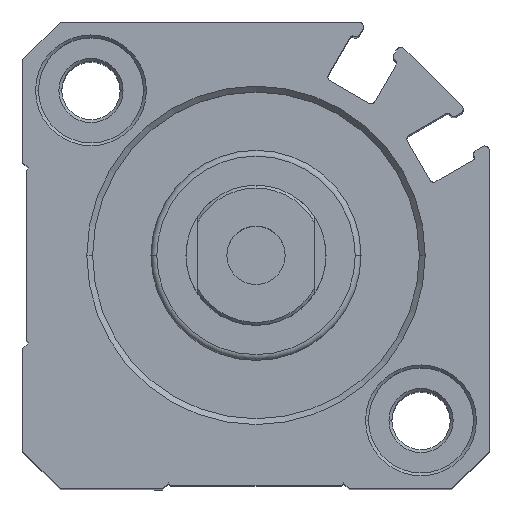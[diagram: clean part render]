
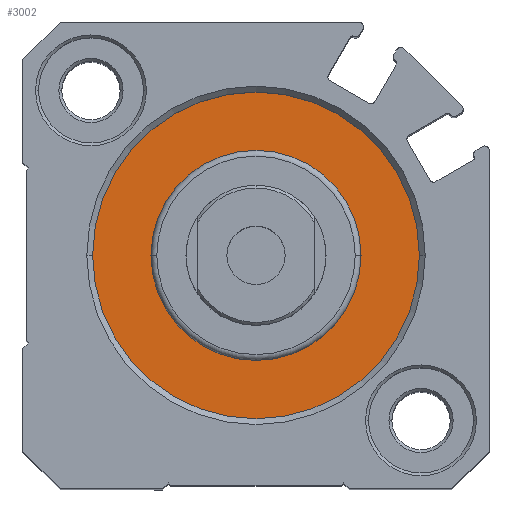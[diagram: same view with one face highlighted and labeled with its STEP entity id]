
A CAD part, top view. The second image highlights one B-rep face of the part: STEP entity #3002.
In plain terms, the highlighted planar face has unit normal (0, 0, 1).
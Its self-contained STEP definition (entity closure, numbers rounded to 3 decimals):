
#50 = EDGE_CURVE ( 'NONE', #4354, #3504, #2139, .T. ) ;
#129 = CIRCLE ( 'NONE', #2967, 14. ) ;
#357 = PLANE ( 'NONE',  #3765 ) ;
#361 = ORIENTED_EDGE ( 'NONE', *, *, #50, .T. ) ;
#433 = CARTESIAN_POINT ( 'NONE',  ( 0., 0., 28.55 ) ) ;
#559 = EDGE_LOOP ( 'NONE', ( #1911, #361 ) ) ;
#600 = DIRECTION ( 'NONE',  ( 1., 0., 0. ) ) ;
#701 = DIRECTION ( 'NONE',  ( 0., 0., 1. ) ) ;
#774 = DIRECTION ( 'NONE',  ( 1., 0., 0. ) ) ;
#867 = DIRECTION ( 'NONE',  ( 0., 0., 1. ) ) ;
#890 = FACE_OUTER_BOUND ( 'NONE', #559, .T. ) ;
#1053 = ORIENTED_EDGE ( 'NONE', *, *, #1375, .F. ) ;
#1166 = DIRECTION ( 'NONE',  ( 0., 0., 1. ) ) ;
#1198 = AXIS2_PLACEMENT_3D ( 'NONE', #2868, #867, #3233 ) ;
#1330 = CARTESIAN_POINT ( 'NONE',  ( 9., 0., 28.55 ) ) ;
#1375 = EDGE_CURVE ( 'NONE', #4154, #3369, #2538, .T. ) ;
#1428 = CARTESIAN_POINT ( 'NONE',  ( -14., 0., 28.55 ) ) ;
#1477 = ORIENTED_EDGE ( 'NONE', *, *, #3023, .F. ) ;
#1646 = DIRECTION ( 'NONE',  ( 0., 0., 1. ) ) ;
#1777 = FACE_BOUND ( 'NONE', #4125, .T. ) ;
#1911 = ORIENTED_EDGE ( 'NONE', *, *, #3206, .T. ) ;
#2139 = CIRCLE ( 'NONE', #1198, 14. ) ;
#2538 = CIRCLE ( 'NONE', #3522, 9. ) ;
#2797 = DIRECTION ( 'NONE',  ( 0., 0., 1. ) ) ;
#2868 = CARTESIAN_POINT ( 'NONE',  ( 0., 0., 28.55 ) ) ;
#2967 = AXIS2_PLACEMENT_3D ( 'NONE', #433, #2797, #774 ) ;
#3002 = ADVANCED_FACE ( 'NONE', ( #1777, #890 ), #357, .T. ) ;
#3023 = EDGE_CURVE ( 'NONE', #3369, #4154, #3602, .T. ) ;
#3063 = DIRECTION ( 'NONE',  ( 1., 0., 0. ) ) ;
#3187 = CARTESIAN_POINT ( 'NONE',  ( 0., 0., 28.55 ) ) ;
#3206 = EDGE_CURVE ( 'NONE', #3504, #4354, #129, .T. ) ;
#3233 = DIRECTION ( 'NONE',  ( 1., 0., 0. ) ) ;
#3369 = VERTEX_POINT ( 'NONE', #3906 ) ;
#3504 = VERTEX_POINT ( 'NONE', #3647 ) ;
#3522 = AXIS2_PLACEMENT_3D ( 'NONE', #3187, #1166, #3539 ) ;
#3539 = DIRECTION ( 'NONE',  ( 1., 0., 0. ) ) ;
#3602 = CIRCLE ( 'NONE', #3984, 9. ) ;
#3647 = CARTESIAN_POINT ( 'NONE',  ( 14., 0., 28.55 ) ) ;
#3765 = AXIS2_PLACEMENT_3D ( 'NONE', #4092, #701, #3063 ) ;
#3787 = CARTESIAN_POINT ( 'NONE',  ( 0., 0., 28.55 ) ) ;
#3906 = CARTESIAN_POINT ( 'NONE',  ( -9., 0., 28.55 ) ) ;
#3984 = AXIS2_PLACEMENT_3D ( 'NONE', #3787, #1646, #600 ) ;
#4092 = CARTESIAN_POINT ( 'NONE',  ( 0., 0., 28.55 ) ) ;
#4125 = EDGE_LOOP ( 'NONE', ( #1477, #1053 ) ) ;
#4154 = VERTEX_POINT ( 'NONE', #1330 ) ;
#4354 = VERTEX_POINT ( 'NONE', #1428 ) ;
